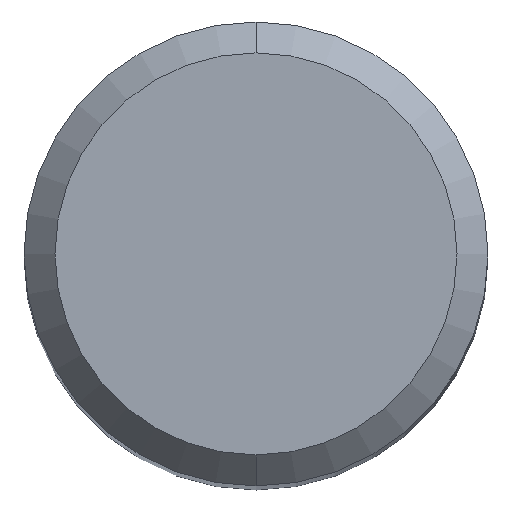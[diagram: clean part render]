
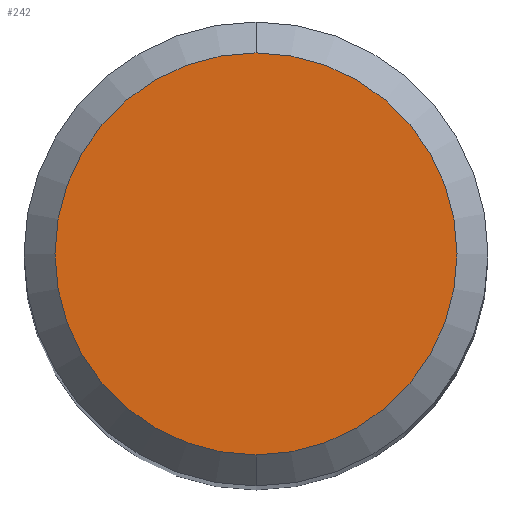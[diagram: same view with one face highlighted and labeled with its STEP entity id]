
A CAD part, top view. The second image highlights one B-rep face of the part: STEP entity #242.
In plain terms, the highlighted planar face has unit normal (0, 0, 1).
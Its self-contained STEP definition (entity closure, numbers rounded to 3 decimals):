
#108=VERTEX_POINT('',#274);
#122=EDGE_CURVE('',#204,#108,#291,.T.);
#188=EDGE_CURVE('',#108,#204,#364,.T.);
#204=VERTEX_POINT('',#381);
#242=ADVANCED_FACE('',(#424),#425,.T.);
#274=CARTESIAN_POINT('',(0.0,2.6,0.0));
#291=CIRCLE('',#471,2.6);
#364=CIRCLE('',#566,2.6);
#381=CARTESIAN_POINT('',(0.,-2.6,0.0));
#424=FACE_OUTER_BOUND('',#637,.T.);
#425=PLANE('',#638);
#471=AXIS2_PLACEMENT_3D('',#681,#682,#683);
#566=AXIS2_PLACEMENT_3D('',#774,#775,#776);
#637=EDGE_LOOP('',(#852,#853));
#638=AXIS2_PLACEMENT_3D('',#854,#855,#856);
#681=CARTESIAN_POINT('',(0.0,0.0,0.0));
#682=DIRECTION('',(0.0,0.0,-1.0));
#683=DIRECTION('',(0.0,1.0,0.0));
#774=CARTESIAN_POINT('',(0.0,0.0,0.0));
#775=DIRECTION('',(0.0,0.0,-1.0));
#776=DIRECTION('',(0.0,1.0,0.0));
#852=ORIENTED_EDGE('',*,*,#188,.F.);
#853=ORIENTED_EDGE('',*,*,#122,.F.);
#854=CARTESIAN_POINT('',(0.0,1.3,0.0));
#855=DIRECTION('',(-0.0,0.0,1.0));
#856=DIRECTION('',(0.0,-1.0,0.0));
